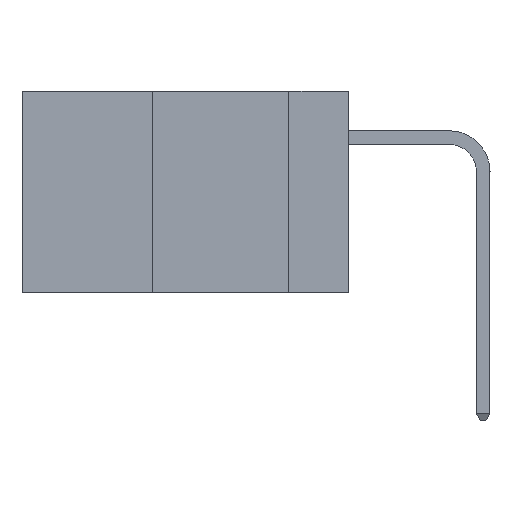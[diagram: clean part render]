
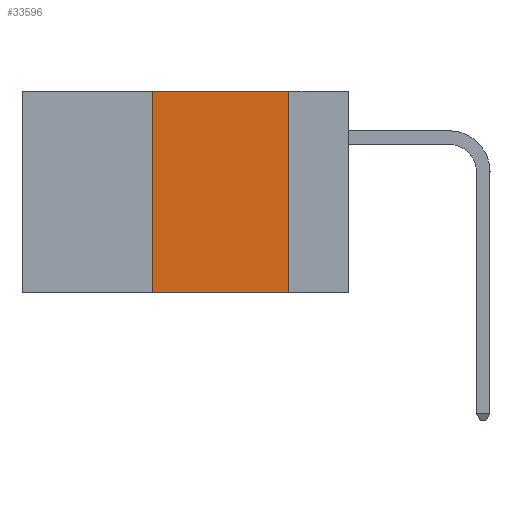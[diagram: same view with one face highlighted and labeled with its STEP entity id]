
A CAD part, left-side view. The second image highlights one B-rep face of the part: STEP entity #33596.
In plain terms, the highlighted planar face has unit normal (-1, 0, 0).
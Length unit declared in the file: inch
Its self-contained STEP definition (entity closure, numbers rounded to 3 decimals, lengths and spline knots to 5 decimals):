
#766 = EDGE_LOOP ( 'NONE', ( #4320, #30459, #30850, #33372 ) ) ;
#940 = CARTESIAN_POINT ( 'NONE',  ( 0., 0.11, 0. ) ) ;
#1056 = VECTOR ( 'NONE', #8279, 39.37008 ) ;
#2586 = LINE ( 'NONE', #21614, #1056 ) ;
#2809 = LINE ( 'NONE', #39986, #15351 ) ;
#4006 = DIRECTION ( 'NONE',  ( 0., 0., -1. ) ) ;
#4030 = CARTESIAN_POINT ( 'NONE',  ( 0., 0.11, 0. ) ) ;
#4312 = DIRECTION ( 'NONE',  ( 0., -1., 0. ) ) ;
#4320 = ORIENTED_EDGE ( 'NONE', *, *, #8809, .F. ) ;
#8279 = DIRECTION ( 'NONE',  ( 0., -1., 0. ) ) ;
#8809 = EDGE_CURVE ( 'NONE', #12757, #14482, #41247, .T. ) ;
#9349 = FACE_OUTER_BOUND ( 'NONE', #766, .T. ) ;
#9537 = VERTEX_POINT ( 'NONE', #19190 ) ;
#12757 = VERTEX_POINT ( 'NONE', #4030 ) ;
#14133 = CARTESIAN_POINT ( 'NONE',  ( 0., 0.11, -0.37 ) ) ;
#14144 = LINE ( 'NONE', #27090, #31565 ) ;
#14482 = VERTEX_POINT ( 'NONE', #14133 ) ;
#15351 = VECTOR ( 'NONE', #29999, 39.37008 ) ;
#19190 = CARTESIAN_POINT ( 'NONE',  ( 0., 0.36, -0.37 ) ) ;
#21614 = CARTESIAN_POINT ( 'NONE',  ( 0., 0.6, -0.37 ) ) ;
#23186 = DIRECTION ( 'NONE',  ( 1., 0., 0. ) ) ;
#24122 = CARTESIAN_POINT ( 'NONE',  ( 0., 0.36, 0. ) ) ;
#26596 = CARTESIAN_POINT ( 'NONE',  ( 0., 0.6, 0. ) ) ;
#27090 = CARTESIAN_POINT ( 'NONE',  ( 0., 0.6, 0. ) ) ;
#28067 = VECTOR ( 'NONE', #4006, 39.37008 ) ;
#29999 = DIRECTION ( 'NONE',  ( 0., 0., 1. ) ) ;
#30459 = ORIENTED_EDGE ( 'NONE', *, *, #40666, .F. ) ;
#30850 = ORIENTED_EDGE ( 'NONE', *, *, #37629, .F. ) ;
#31565 = VECTOR ( 'NONE', #4312, 39.37008 ) ;
#33372 = ORIENTED_EDGE ( 'NONE', *, *, #39620, .T. ) ;
#33596 = ADVANCED_FACE ( 'NONE', ( #9349 ), #36002, .F. ) ;
#36002 = PLANE ( 'NONE',  #38203 ) ;
#36247 = VERTEX_POINT ( 'NONE', #24122 ) ;
#37629 = EDGE_CURVE ( 'NONE', #9537, #36247, #2809, .T. ) ;
#38203 = AXIS2_PLACEMENT_3D ( 'NONE', #26596, #23186, #39525 ) ;
#39525 = DIRECTION ( 'NONE',  ( 0., 0., -1. ) ) ;
#39620 = EDGE_CURVE ( 'NONE', #9537, #14482, #2586, .T. ) ;
#39986 = CARTESIAN_POINT ( 'NONE',  ( 0., 0.36, 0. ) ) ;
#40666 = EDGE_CURVE ( 'NONE', #36247, #12757, #14144, .T. ) ;
#41247 = LINE ( 'NONE', #940, #28067 ) ;
